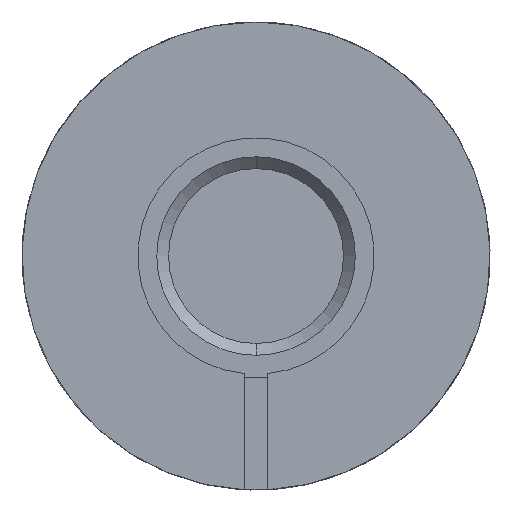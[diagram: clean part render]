
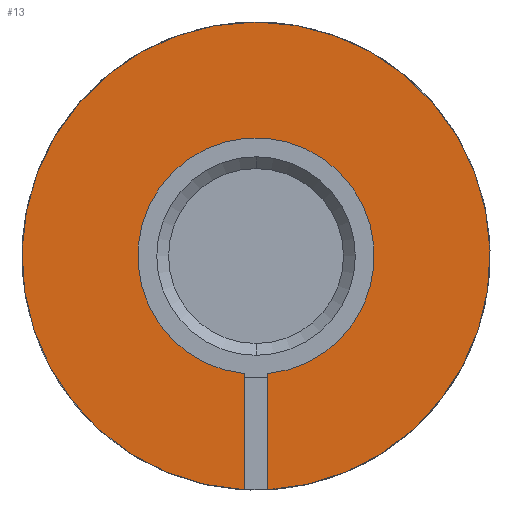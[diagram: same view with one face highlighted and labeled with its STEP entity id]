
A CAD part, front view. The second image highlights one B-rep face of the part: STEP entity #13.
In plain terms, the highlighted planar face has unit normal (0, -1, 0).
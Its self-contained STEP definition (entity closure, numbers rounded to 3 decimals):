
#13 = ADVANCED_FACE ( 'NONE', ( #272 ), #981, .F. ) ;
#23 = DIRECTION ( 'NONE',  ( 0., 0., 1. ) ) ;
#30 = EDGE_CURVE ( 'NONE', #715, #1051, #419, .T. ) ;
#73 = ORIENTED_EDGE ( 'NONE', *, *, #731, .T. ) ;
#151 = DIRECTION ( 'NONE',  ( 0., 0., -1. ) ) ;
#218 = CARTESIAN_POINT ( 'NONE',  ( 0.5, -4., 0. ) ) ;
#235 = ORIENTED_EDGE ( 'NONE', *, *, #476, .T. ) ;
#261 = CARTESIAN_POINT ( 'NONE',  ( 0., -4., 0. ) ) ;
#267 = CARTESIAN_POINT ( 'NONE',  ( 0., -4., 0. ) ) ;
#272 = FACE_OUTER_BOUND ( 'NONE', #290, .T. ) ;
#290 = EDGE_LOOP ( 'NONE', ( #235, #73, #681, #870 ) ) ;
#375 = CARTESIAN_POINT ( 'NONE',  ( 0.5, -4., -9.887 ) ) ;
#419 = LINE ( 'NONE', #1737, #1870 ) ;
#476 = EDGE_CURVE ( 'NONE', #715, #1299, #1548, .T. ) ;
#502 = CARTESIAN_POINT ( 'NONE',  ( -0.5, -4., -4.975 ) ) ;
#531 = DIRECTION ( 'NONE',  ( 0., 0., -1. ) ) ;
#681 = ORIENTED_EDGE ( 'NONE', *, *, #1640, .F. ) ;
#711 = AXIS2_PLACEMENT_3D ( 'NONE', #267, #1601, #850 ) ;
#715 = VERTEX_POINT ( 'NONE', #502 ) ;
#731 = EDGE_CURVE ( 'NONE', #1299, #1282, #791, .T. ) ;
#791 = LINE ( 'NONE', #218, #1756 ) ;
#834 = DIRECTION ( 'NONE',  ( 0., 1., 0. ) ) ;
#848 = AXIS2_PLACEMENT_3D ( 'NONE', #261, #834, #1436 ) ;
#849 = AXIS2_PLACEMENT_3D ( 'NONE', #1635, #1028, #23 ) ;
#850 = DIRECTION ( 'NONE',  ( 0., 0., 1. ) ) ;
#870 = ORIENTED_EDGE ( 'NONE', *, *, #30, .F. ) ;
#948 = CARTESIAN_POINT ( 'NONE',  ( 0.5, -4., -4.975 ) ) ;
#981 = PLANE ( 'NONE',  #848 ) ;
#1014 = CARTESIAN_POINT ( 'NONE',  ( -0.5, -4., -9.887 ) ) ;
#1028 = DIRECTION ( 'NONE',  ( 0., 1., 0. ) ) ;
#1051 = VERTEX_POINT ( 'NONE', #1014 ) ;
#1282 = VERTEX_POINT ( 'NONE', #375 ) ;
#1299 = VERTEX_POINT ( 'NONE', #948 ) ;
#1416 = CIRCLE ( 'NONE', #849, 9.9 ) ;
#1436 = DIRECTION ( 'NONE',  ( 0., 0., 1. ) ) ;
#1548 = CIRCLE ( 'NONE', #711, 5. ) ;
#1601 = DIRECTION ( 'NONE',  ( 0., 1., 0. ) ) ;
#1635 = CARTESIAN_POINT ( 'NONE',  ( 0., -4., 0. ) ) ;
#1640 = EDGE_CURVE ( 'NONE', #1051, #1282, #1416, .T. ) ;
#1737 = CARTESIAN_POINT ( 'NONE',  ( -0.5, -4., 0. ) ) ;
#1756 = VECTOR ( 'NONE', #531, 1000. ) ;
#1870 = VECTOR ( 'NONE', #151, 1000. ) ;
